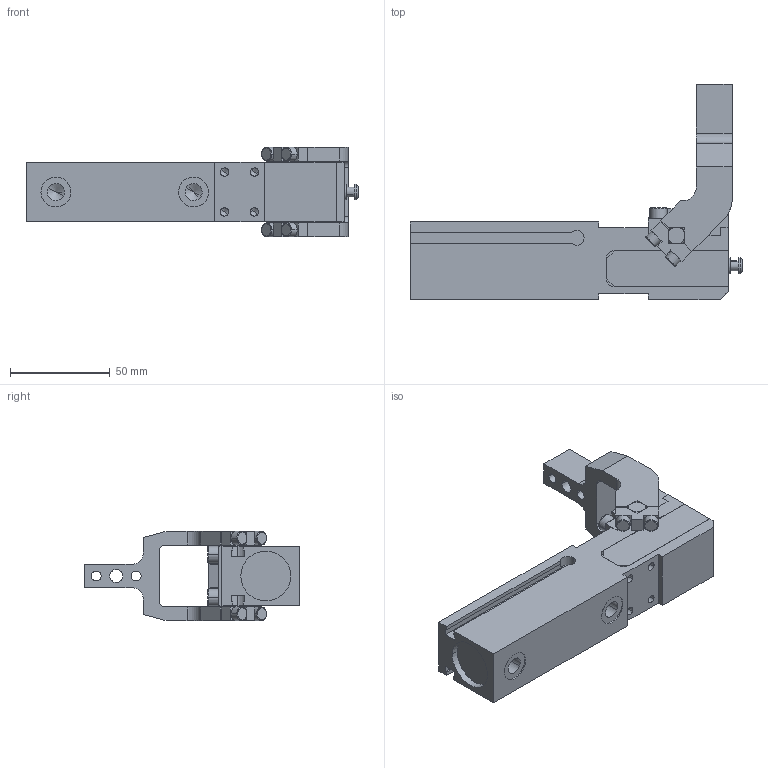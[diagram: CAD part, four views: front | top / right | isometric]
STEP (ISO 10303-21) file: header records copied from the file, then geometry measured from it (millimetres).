
FILE_DESCRIPTION(('CATIA V5 STEP Exchange'),'2;1');
FILE_NAME('K_20_1_A18_T03_TUENKERS.stp','2020-09-16T13:08:55+00:00',('none'),('none'),'CATIA Version 5 Release 19 SP 9 (IN-10)','CATIA V5 STEP AP214','none');
FILE_SCHEMA(('AUTOMOTIVE_DESIGN { 1 0 10303 214 1 1 1 1 }'));
Length unit declared in the file: millimetre
Products named in the file (1): K_20_1_A18_T03_TUENKERS
Bounding box: 166.4 x 108 x 45 mm (x, y, z)
Volume: 206333 mm3; surface area: 42839.3 mm2
Topology: 2 solids, 2 shells, 296 faces, 774 edges, 482 vertices
Faces by surface type: plane 164, cylinder 86, cone 30, torus 16
Entity records: 8443 total; most frequent: ORIENTED_EDGE 1508, CARTESIAN_POINT 1493, DIRECTION 1098, EDGE_CURVE 754, VECTOR 492, LINE 492, VERTEX_POINT 482, AXIS2_PLACEMENT_3D 419
